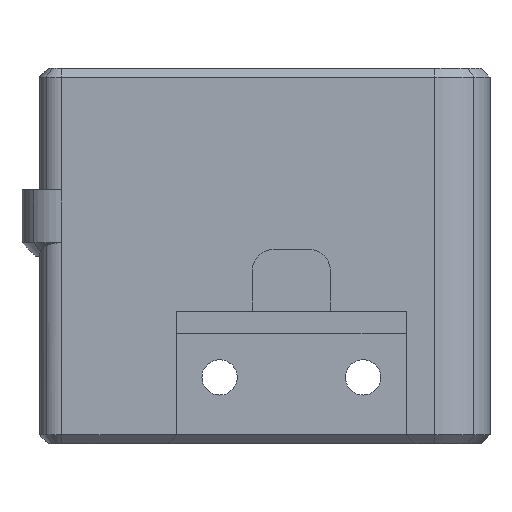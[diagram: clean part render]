
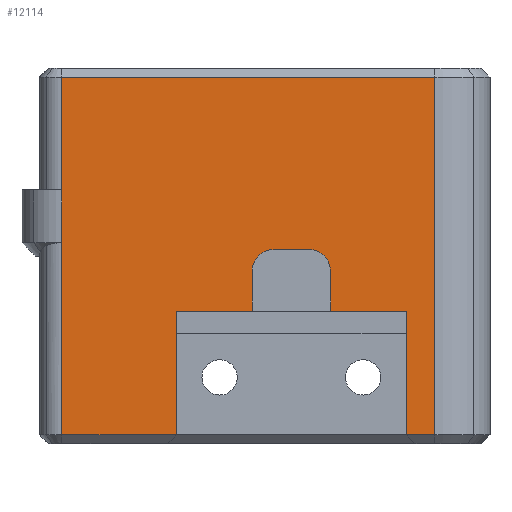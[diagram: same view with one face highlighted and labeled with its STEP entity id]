
A CAD part, front view. The second image highlights one B-rep face of the part: STEP entity #12114.
In plain terms, the highlighted planar face has unit normal (0, -1, 0).
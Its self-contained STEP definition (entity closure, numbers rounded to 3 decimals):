
#181 = LINE ( 'NONE', #2428, #11856 ) ;
#398 = EDGE_CURVE ( 'NONE', #4845, #4782, #8959, .T. ) ;
#418 = ORIENTED_EDGE ( 'NONE', *, *, #618, .F. ) ;
#460 = DIRECTION ( 'NONE',  ( -1., 0., 0. ) ) ;
#462 = DIRECTION ( 'NONE',  ( -0.707, 0., 0.707 ) ) ;
#618 = EDGE_CURVE ( 'NONE', #4782, #5206, #9550, .T. ) ;
#668 = CARTESIAN_POINT ( 'NONE',  ( 2.975, -29.5, 7.8 ) ) ;
#680 = DIRECTION ( 'NONE',  ( 0., 0., 1. ) ) ;
#745 = AXIS2_PLACEMENT_3D ( 'NONE', #6156, #823, #6892 ) ;
#823 = DIRECTION ( 'NONE',  ( 0., -1., 0. ) ) ;
#924 = ORIENTED_EDGE ( 'NONE', *, *, #9762, .F. ) ;
#930 = VERTEX_POINT ( 'NONE', #10581 ) ;
#977 = DIRECTION ( 'NONE',  ( 0., 0., -1. ) ) ;
#1027 = DIRECTION ( 'NONE',  ( 1., 0., 0. ) ) ;
#1090 = CARTESIAN_POINT ( 'NONE',  ( -4.5, -29.5, 6. ) ) ;
#1402 = VERTEX_POINT ( 'NONE', #2010 ) ;
#1435 = CARTESIAN_POINT ( 'NONE',  ( -0.575, -29.5, 0. ) ) ;
#1483 = CIRCLE ( 'NONE', #10130, 1. ) ;
#1538 = EDGE_CURVE ( 'NONE', #12966, #4142, #9088, .T. ) ;
#1583 = DIRECTION ( 'NONE',  ( 0., -1., 0. ) ) ;
#1647 = CARTESIAN_POINT ( 'NONE',  ( -10.2, -29.5, 0. ) ) ;
#1694 = ORIENTED_EDGE ( 'NONE', *, *, #7115, .T. ) ;
#1776 = LINE ( 'NONE', #1960, #4071 ) ;
#1790 = LINE ( 'NONE', #6806, #11449 ) ;
#1814 = DIRECTION ( 'NONE',  ( 1., 0., 0. ) ) ;
#1960 = CARTESIAN_POINT ( 'NONE',  ( 2.975, -29.5, 0. ) ) ;
#2010 = CARTESIAN_POINT ( 'NONE',  ( -9.2, -29.5, 11.5 ) ) ;
#2124 = ORIENTED_EDGE ( 'NONE', *, *, #8166, .T. ) ;
#2147 = LINE ( 'NONE', #8107, #2162 ) ;
#2162 = VECTOR ( 'NONE', #10089, 1000. ) ;
#2428 = CARTESIAN_POINT ( 'NONE',  ( -5.1, -29.5, 0.4 ) ) ;
#2614 = CARTESIAN_POINT ( 'NONE',  ( -9.2, -29.5, 9.1 ) ) ;
#2691 = DIRECTION ( 'NONE',  ( 0., 0., -1. ) ) ;
#2701 = CARTESIAN_POINT ( 'NONE',  ( -0.282, -29.5, 8.507 ) ) ;
#2738 = CARTESIAN_POINT ( 'NONE',  ( -4., -29.5, 0.4 ) ) ;
#2815 = EDGE_CURVE ( 'NONE', #4142, #930, #5464, .T. ) ;
#2903 = DIRECTION ( 'NONE',  ( -1., 0., 0. ) ) ;
#3356 = DIRECTION ( 'NONE',  ( 0., -1., 0. ) ) ;
#3424 = LINE ( 'NONE', #7466, #8016 ) ;
#3747 = CARTESIAN_POINT ( 'NONE',  ( -4.5, -29.5, 6. ) ) ;
#3772 = CARTESIAN_POINT ( 'NONE',  ( -0.575, -29.5, 6. ) ) ;
#3942 = CARTESIAN_POINT ( 'NONE',  ( 6.4, -29.5, 0. ) ) ;
#3963 = DIRECTION ( 'NONE',  ( 0., 0., 1. ) ) ;
#4071 = VECTOR ( 'NONE', #7979, 1000. ) ;
#4142 = VERTEX_POINT ( 'NONE', #3772 ) ;
#4167 = ORIENTED_EDGE ( 'NONE', *, *, #6576, .F. ) ;
#4316 = ORIENTED_EDGE ( 'NONE', *, *, #9898, .T. ) ;
#4440 = VERTEX_POINT ( 'NONE', #5676 ) ;
#4526 = CARTESIAN_POINT ( 'NONE',  ( 7.7, -29.5, 0. ) ) ;
#4573 = DIRECTION ( 'NONE',  ( 0.707, 0., 0.707 ) ) ;
#4727 = CIRCLE ( 'NONE', #11890, 1. ) ;
#4757 = LINE ( 'NONE', #8848, #9369 ) ;
#4782 = VERTEX_POINT ( 'NONE', #10332 ) ;
#4820 = CARTESIAN_POINT ( 'NONE',  ( 6.4, -29.5, 0.4 ) ) ;
#4845 = VERTEX_POINT ( 'NONE', #9623 ) ;
#5206 = VERTEX_POINT ( 'NONE', #5361 ) ;
#5361 = CARTESIAN_POINT ( 'NONE',  ( 7.7, -29.5, 0.4 ) ) ;
#5424 = VERTEX_POINT ( 'NONE', #2738 ) ;
#5435 = ORIENTED_EDGE ( 'NONE', *, *, #2815, .T. ) ;
#5464 = LINE ( 'NONE', #1435, #10774 ) ;
#5502 = CARTESIAN_POINT ( 'NONE',  ( 0.425, -29.5, 8.8 ) ) ;
#5599 = ORIENTED_EDGE ( 'NONE', *, *, #10998, .F. ) ;
#5607 = DIRECTION ( 'NONE',  ( 0., 0., 1. ) ) ;
#5636 = VECTOR ( 'NONE', #1814, 1000. ) ;
#5676 = CARTESIAN_POINT ( 'NONE',  ( 2.682, -29.5, 8.507 ) ) ;
#5688 = DIRECTION ( 'NONE',  ( 0., -1., 0. ) ) ;
#5704 = EDGE_CURVE ( 'NONE', #10099, #8821, #6016, .T. ) ;
#5771 = ORIENTED_EDGE ( 'NONE', *, *, #7638, .F. ) ;
#5804 = EDGE_CURVE ( 'NONE', #5424, #10099, #6881, .T. ) ;
#5830 = ORIENTED_EDGE ( 'NONE', *, *, #10642, .F. ) ;
#5864 = DIRECTION ( 'NONE',  ( 0., 0., 1. ) ) ;
#6016 = LINE ( 'NONE', #8942, #8045 ) ;
#6156 = CARTESIAN_POINT ( 'NONE',  ( 0.425, -29.5, 7.8 ) ) ;
#6166 = CIRCLE ( 'NONE', #12502, 1. ) ;
#6183 = CARTESIAN_POINT ( 'NONE',  ( -9.2, -29.5, 0.4 ) ) ;
#6224 = ORIENTED_EDGE ( 'NONE', *, *, #13013, .F. ) ;
#6576 = EDGE_CURVE ( 'NONE', #12090, #4440, #6166, .T. ) ;
#6667 = PLANE ( 'NONE',  #8093 ) ;
#6806 = CARTESIAN_POINT ( 'NONE',  ( -9.2, -29.5, 0. ) ) ;
#6881 = LINE ( 'NONE', #10913, #7198 ) ;
#6892 = DIRECTION ( 'NONE',  ( -0.707, 0., 0.707 ) ) ;
#7115 = EDGE_CURVE ( 'NONE', #5424, #12966, #2147, .T. ) ;
#7198 = VECTOR ( 'NONE', #2903, 1000. ) ;
#7427 = ORIENTED_EDGE ( 'NONE', *, *, #11089, .T. ) ;
#7466 = CARTESIAN_POINT ( 'NONE',  ( -4.5, -29.5, 8.8 ) ) ;
#7505 = VERTEX_POINT ( 'NONE', #2701 ) ;
#7532 = CARTESIAN_POINT ( 'NONE',  ( 0.425, -29.5, 7.8 ) ) ;
#7638 = EDGE_CURVE ( 'NONE', #4440, #12804, #4727, .T. ) ;
#7812 = EDGE_CURVE ( 'NONE', #12090, #12098, #1776, .T. ) ;
#7847 = LINE ( 'NONE', #3747, #10613 ) ;
#7968 = VECTOR ( 'NONE', #1027, 1000. ) ;
#7979 = DIRECTION ( 'NONE',  ( 0., 0., -1. ) ) ;
#8011 = CARTESIAN_POINT ( 'NONE',  ( -4., -29.5, 6. ) ) ;
#8016 = VECTOR ( 'NONE', #9453, 1000. ) ;
#8045 = VECTOR ( 'NONE', #3963, 1000. ) ;
#8093 = AXIS2_PLACEMENT_3D ( 'NONE', #1647, #11824, #2691 ) ;
#8107 = CARTESIAN_POINT ( 'NONE',  ( -4., -29.5, 0. ) ) ;
#8135 = EDGE_CURVE ( 'NONE', #8996, #7505, #1483, .T. ) ;
#8166 = EDGE_CURVE ( 'NONE', #8996, #12804, #3424, .T. ) ;
#8521 = VECTOR ( 'NONE', #977, 1000. ) ;
#8601 = DIRECTION ( 'NONE',  ( 1., 0., 0. ) ) ;
#8691 = DIRECTION ( 'NONE',  ( 0., 0., -1. ) ) ;
#8794 = FACE_OUTER_BOUND ( 'NONE', #11538, .T. ) ;
#8795 = VERTEX_POINT ( 'NONE', #9374 ) ;
#8821 = VERTEX_POINT ( 'NONE', #2614 ) ;
#8848 = CARTESIAN_POINT ( 'NONE',  ( -9.2, -29.5, 5. ) ) ;
#8859 = ORIENTED_EDGE ( 'NONE', *, *, #5704, .F. ) ;
#8942 = CARTESIAN_POINT ( 'NONE',  ( -9.2, -29.5, 5. ) ) ;
#8959 = LINE ( 'NONE', #10994, #5636 ) ;
#8996 = VERTEX_POINT ( 'NONE', #5502 ) ;
#9088 = LINE ( 'NONE', #1090, #7968 ) ;
#9259 = ORIENTED_EDGE ( 'NONE', *, *, #8135, .F. ) ;
#9337 = ORIENTED_EDGE ( 'NONE', *, *, #1538, .T. ) ;
#9369 = VECTOR ( 'NONE', #5864, 1000. ) ;
#9374 = CARTESIAN_POINT ( 'NONE',  ( 6.4, -29.5, 6. ) ) ;
#9453 = DIRECTION ( 'NONE',  ( 1., 0., 0. ) ) ;
#9470 = VERTEX_POINT ( 'NONE', #4820 ) ;
#9550 = LINE ( 'NONE', #4526, #11955 ) ;
#9623 = CARTESIAN_POINT ( 'NONE',  ( -9.2, -29.5, 16.6 ) ) ;
#9762 = EDGE_CURVE ( 'NONE', #5206, #9470, #181, .T. ) ;
#9898 = EDGE_CURVE ( 'NONE', #12098, #8795, #7847, .T. ) ;
#10089 = DIRECTION ( 'NONE',  ( 0., 0., 1. ) ) ;
#10099 = VERTEX_POINT ( 'NONE', #6183 ) ;
#10130 = AXIS2_PLACEMENT_3D ( 'NONE', #7532, #1583, #462 ) ;
#10270 = ORIENTED_EDGE ( 'NONE', *, *, #7812, .T. ) ;
#10303 = DIRECTION ( 'NONE',  ( 0.707, 0., 0.707 ) ) ;
#10332 = CARTESIAN_POINT ( 'NONE',  ( 7.7, -29.5, 16.6 ) ) ;
#10443 = CARTESIAN_POINT ( 'NONE',  ( 1.975, -29.5, 7.8 ) ) ;
#10581 = CARTESIAN_POINT ( 'NONE',  ( -0.575, -29.5, 7.8 ) ) ;
#10613 = VECTOR ( 'NONE', #8601, 1000. ) ;
#10642 = EDGE_CURVE ( 'NONE', #1402, #4845, #1790, .T. ) ;
#10652 = CARTESIAN_POINT ( 'NONE',  ( 1.975, -29.5, 7.8 ) ) ;
#10737 = CARTESIAN_POINT ( 'NONE',  ( 1.975, -29.5, 8.8 ) ) ;
#10774 = VECTOR ( 'NONE', #5607, 1000. ) ;
#10913 = CARTESIAN_POINT ( 'NONE',  ( -5.1, -29.5, 0.4 ) ) ;
#10994 = CARTESIAN_POINT ( 'NONE',  ( -5.1, -29.5, 16.6 ) ) ;
#10998 = EDGE_CURVE ( 'NONE', #8821, #1402, #4757, .T. ) ;
#11018 = LINE ( 'NONE', #3942, #8521 ) ;
#11089 = EDGE_CURVE ( 'NONE', #8795, #9470, #11018, .T. ) ;
#11255 = ORIENTED_EDGE ( 'NONE', *, *, #5804, .F. ) ;
#11449 = VECTOR ( 'NONE', #680, 1000. ) ;
#11538 = EDGE_LOOP ( 'NONE', ( #924, #418, #12359, #5830, #5599, #8859, #11255, #1694, #9337, #5435, #6224, #9259, #2124, #5771, #4167, #10270, #4316, #7427 ) ) ;
#11708 = CARTESIAN_POINT ( 'NONE',  ( 2.975, -29.5, 6. ) ) ;
#11734 = CIRCLE ( 'NONE', #745, 1. ) ;
#11824 = DIRECTION ( 'NONE',  ( 0., -1., 0. ) ) ;
#11856 = VECTOR ( 'NONE', #460, 1000. ) ;
#11890 = AXIS2_PLACEMENT_3D ( 'NONE', #10443, #3356, #10303 ) ;
#11955 = VECTOR ( 'NONE', #8691, 1000. ) ;
#12090 = VERTEX_POINT ( 'NONE', #668 ) ;
#12098 = VERTEX_POINT ( 'NONE', #11708 ) ;
#12114 = ADVANCED_FACE ( 'NONE', ( #8794 ), #6667, .T. ) ;
#12359 = ORIENTED_EDGE ( 'NONE', *, *, #398, .F. ) ;
#12502 = AXIS2_PLACEMENT_3D ( 'NONE', #10652, #5688, #4573 ) ;
#12804 = VERTEX_POINT ( 'NONE', #10737 ) ;
#12966 = VERTEX_POINT ( 'NONE', #8011 ) ;
#13013 = EDGE_CURVE ( 'NONE', #7505, #930, #11734, .T. ) ;
